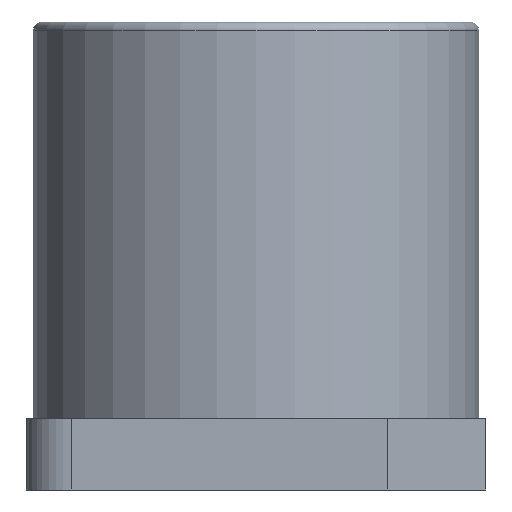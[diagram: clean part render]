
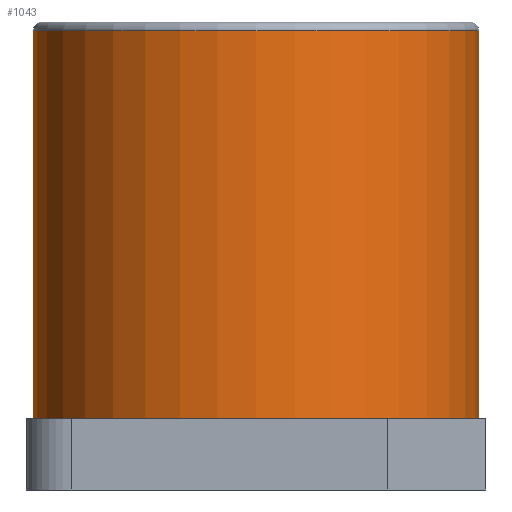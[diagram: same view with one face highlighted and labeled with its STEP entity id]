
A CAD part, front view. The second image highlights one B-rep face of the part: STEP entity #1043.
In plain terms, the highlighted cylindrical face has radius 5 mm (diameter 10 mm), a full revolution.
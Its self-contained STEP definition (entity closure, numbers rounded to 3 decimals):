
#1012=CARTESIAN_POINT('',(5.0,0.,8.7));
#1013=VERTEX_POINT('',#1012);
#1014=CARTESIAN_POINT('',(0.0,0.0,8.7));
#1015=DIRECTION('',(0.0,0.0,1.0));
#1016=DIRECTION('',(-1.0,0.0,0.0));
#1017=AXIS2_PLACEMENT_3D('',#1014,#1015,#1016);
#1018=CIRCLE('',#1017,5.0);
#1019=EDGE_CURVE('',#1013,#1013,#1018,.T.);
#1024=CARTESIAN_POINT('',(0.0,0.0,0.0));
#1025=DIRECTION('',(0.0,0.0,1.0));
#1026=DIRECTION('',(-1.0,0.0,0.0));
#1027=AXIS2_PLACEMENT_3D('',#1024,#1025,#1026);
#1028=CYLINDRICAL_SURFACE('',#1027,5.0);
#1029=CARTESIAN_POINT('',(5.0,0.,0.0));
#1030=VERTEX_POINT('',#1029);
#1031=CARTESIAN_POINT('',(0.0,0.0,0.0));
#1032=DIRECTION('',(0.0,0.0,-1.0));
#1033=DIRECTION('',(-1.0,0.0,0.0));
#1034=AXIS2_PLACEMENT_3D('',#1031,#1032,#1033);
#1035=CIRCLE('',#1034,5.0);
#1036=EDGE_CURVE('',#1030,#1030,#1035,.T.);
#1037=ORIENTED_EDGE('',*,*,#1036,.F.);
#1038=EDGE_LOOP('',(#1037));
#1039=FACE_OUTER_BOUND('',#1038,.T.);
#1040=ORIENTED_EDGE('',*,*,#1019,.F.);
#1041=EDGE_LOOP('',(#1040));
#1042=FACE_BOUND('',#1041,.T.);
#1043=ADVANCED_FACE('',(#1039,#1042),#1028,.T.);
